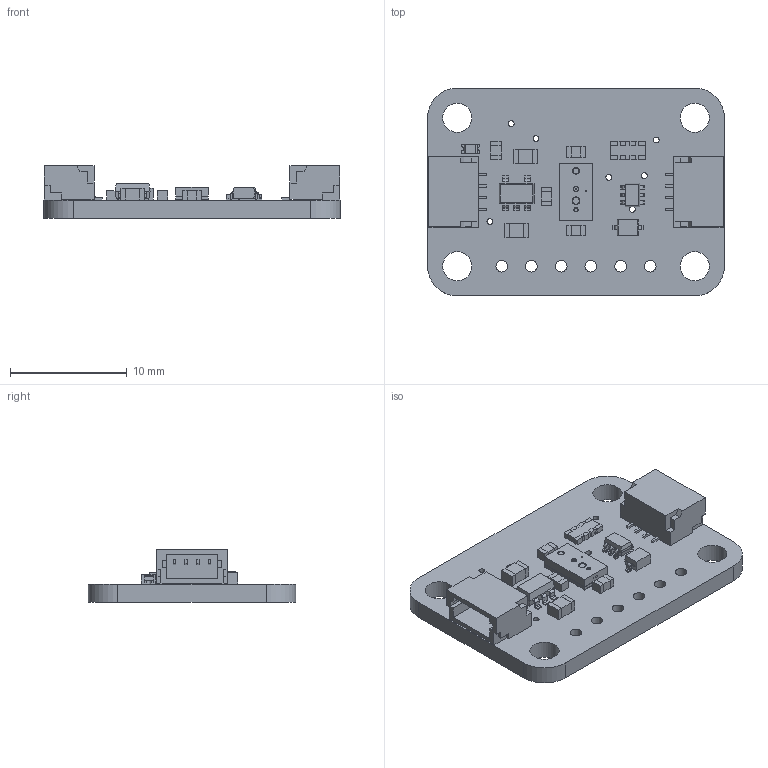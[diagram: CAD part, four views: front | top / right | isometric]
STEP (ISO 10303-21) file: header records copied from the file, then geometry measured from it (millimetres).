
FILE_DESCRIPTION(/* description */ (''),/* implementation_level */ '2;1');
FILE_NAME(/* name */ 'PCB Component.step',/* time_stamp */ '2025-09-15T13:11:49-04:00',/* author */ (''),/* organization */ (''),/* preprocessor_version */ 'ST-DEVELOPER v20.1',/* originating_system */ 'Autodesk Translation Framework v14.17.0.0',/* authorisation */ '');
FILE_SCHEMA (('AUTOMOTIVE_DESIGN { 1 0 10303 214 3 1 1 }'));
Length unit declared in the file: millimetre
Products named in the file (11): PCB Component; Board; 1N4148; 10uF; LP5907-2.8V; 10K; 10K_1; BSS138; STEMMA_I2C_QT; GREEN; VL6180X
Assembly tree (15 placements, depth 2):
  PCB Component
    Board
    1N4148
    10uF  x2
    LP5907-2.8V
    10K  x4
    10K_1
    BSS138
    STEMMA_I2C_QT  x2
    GREEN
    VL6180X
Bounding box: 25.4 x 17.78 x 4.53 mm (x, y, z)
Volume: 784.5 mm3; surface area: 1666.9 mm2
Topology: 40 solids, 40 shells, 830 faces, 2135 edges, 1403 vertices
Faces by surface type: plane 730, cylinder 92, bspline 4, cone 4
Full cylindrical faces by diameter (mm): 0.1 x1, 0.125 x1, 0.3 x2, 0.5 x16, 0.58 x2, 1 x6, 2.5 x4
Entity records: 21362 total; most frequent: CARTESIAN_POINT 3671, ORIENTED_EDGE 3494, DIRECTION 3358, EDGE_CURVE 1747, LINE 1550, VECTOR 1550, VERTEX_POINT 1145, AXIS2_PLACEMENT_3D 904
